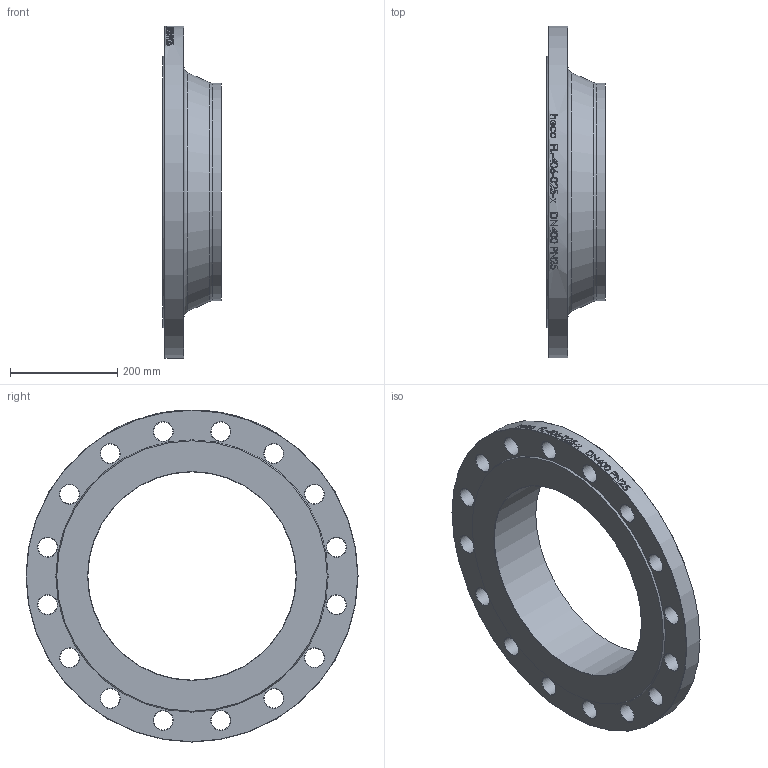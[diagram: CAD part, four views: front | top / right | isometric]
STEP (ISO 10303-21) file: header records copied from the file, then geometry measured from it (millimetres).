
FILE_DESCRIPTION (( 'STEP AP214' ), '1' );
FILE_NAME ('FL-406-025-x Vorschweissflansch DN400 PN25 iso DIN2634 2009.STEP', '2020-09-23T09:00:51', ( '' ), ( '' ), 'SwSTEP 2.0', 'SolidWorks 2019', '' );
FILE_SCHEMA (( 'AUTOMOTIVE_DESIGN' ));
Length unit declared in the file: millimetre
Products named in the file (1): FL-406-025-x Vorschweissflansch DN400 PN25 iso DIN2634 2009
Bounding box: 110 x 620 x 620 mm (x, y, z)
Volume: 7878540.7 mm3; surface area: 671376.2 mm2
Topology: 1 solids, 1 shells, 100 faces, 424 edges, 363 vertices
Faces by surface type: cylinder 57, cone 37, plane 4, torus 2
Full cylindrical faces by diameter (mm): 36 x16, 388.8 x1, 406.4 x1, 620 x1
Entity records: 11121 total; most frequent: CARTESIAN_POINT 7649, ORIENTED_EDGE 678, DIRECTION 526, EDGE_CURVE 339, VERTEX_POINT 339, AXIS2_PLACEMENT_3D 240, EDGE_LOOP 228, B_SPLINE_CURVE_WITH_KNOTS 152
